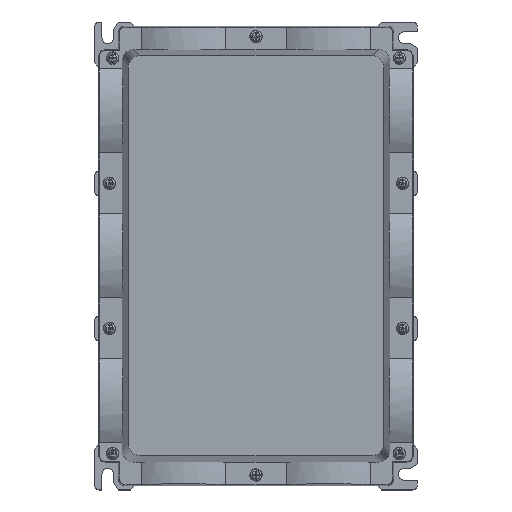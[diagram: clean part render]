
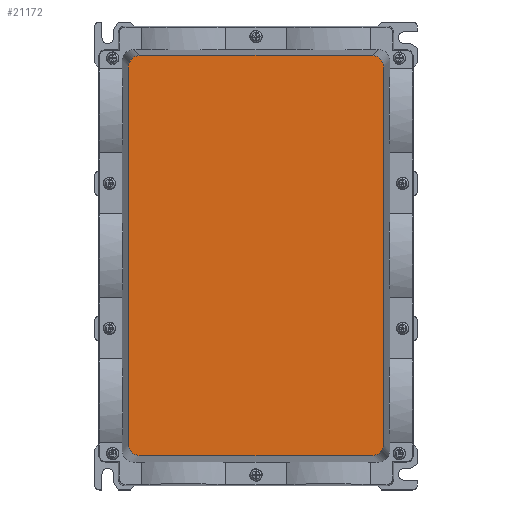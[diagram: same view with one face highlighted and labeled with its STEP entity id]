
A CAD part, top view. The second image highlights one B-rep face of the part: STEP entity #21172.
In plain terms, the highlighted planar face has unit normal (0, 0, 1).
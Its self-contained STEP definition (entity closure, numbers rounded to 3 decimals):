
#21160=AXIS2_PLACEMENT_3D('Plane Axis2P3D',#21157,#21158,#21159) ;
#19939=CARTESIAN_POINT('Control Point',(27.569,20.573,155.)) ;
#19940=CARTESIAN_POINT('Control Point',(25.368,20.573,155.)) ;
#19941=CARTESIAN_POINT('Control Point',(23.166,21.438,155.)) ;
#19942=CARTESIAN_POINT('Control Point',(21.438,23.166,155.)) ;
#19943=CARTESIAN_POINT('Control Point',(20.573,25.368,155.)) ;
#19944=CARTESIAN_POINT('Control Point',(20.573,27.569,155.)) ;
#19945=CARTESIAN_POINT('Vertex',(27.569,20.573,155.)) ;
#19947=CARTESIAN_POINT('Vertex',(20.573,27.569,155.)) ;
#19973=CARTESIAN_POINT('Line Origine',(20.573,142.,155.)) ;
#19977=CARTESIAN_POINT('Vertex',(20.573,256.431,155.)) ;
#20008=CARTESIAN_POINT('Vertex',(168.431,20.573,155.)) ;
#20011=CARTESIAN_POINT('Line Origine',(98.,20.573,155.)) ;
#20220=CARTESIAN_POINT('Control Point',(27.569,263.427,155.)) ;
#20221=CARTESIAN_POINT('Control Point',(25.371,263.427,155.)) ;
#20222=CARTESIAN_POINT('Control Point',(23.171,262.568,155.)) ;
#20223=CARTESIAN_POINT('Control Point',(21.433,260.829,155.)) ;
#20224=CARTESIAN_POINT('Control Point',(20.573,258.629,155.)) ;
#20225=CARTESIAN_POINT('Control Point',(20.573,256.431,155.)) ;
#20226=CARTESIAN_POINT('Vertex',(27.569,263.427,155.)) ;
#20247=CARTESIAN_POINT('Line Origine',(98.,263.427,155.)) ;
#20251=CARTESIAN_POINT('Vertex',(168.431,263.427,155.)) ;
#20401=CARTESIAN_POINT('Control Point',(168.431,263.427,155.)) ;
#20402=CARTESIAN_POINT('Control Point',(170.629,263.427,155.)) ;
#20403=CARTESIAN_POINT('Control Point',(172.829,262.568,155.)) ;
#20404=CARTESIAN_POINT('Control Point',(174.567,260.829,155.)) ;
#20405=CARTESIAN_POINT('Control Point',(175.427,258.629,155.)) ;
#20406=CARTESIAN_POINT('Control Point',(175.427,256.431,155.)) ;
#20407=CARTESIAN_POINT('Vertex',(175.427,256.431,155.)) ;
#20432=CARTESIAN_POINT('Vertex',(175.427,27.569,155.)) ;
#20435=CARTESIAN_POINT('Line Origine',(175.427,142.,155.)) ;
#20646=CARTESIAN_POINT('Control Point',(168.431,20.573,155.)) ;
#20647=CARTESIAN_POINT('Control Point',(170.629,20.573,155.)) ;
#20648=CARTESIAN_POINT('Control Point',(172.829,21.432,155.)) ;
#20649=CARTESIAN_POINT('Control Point',(174.567,23.171,155.)) ;
#20650=CARTESIAN_POINT('Control Point',(175.427,25.371,155.)) ;
#20651=CARTESIAN_POINT('Control Point',(175.427,27.569,155.)) ;
#21157=CARTESIAN_POINT('Axis2P3D Location',(98.,98.,155.)) ;
#19974=DIRECTION('Vector Direction',(0.,1.,0.)) ;
#20012=DIRECTION('Vector Direction',(-1.,0.,0.)) ;
#20248=DIRECTION('Vector Direction',(-1.,0.,0.)) ;
#20436=DIRECTION('Vector Direction',(0.,1.,0.)) ;
#21158=DIRECTION('Axis2P3D Direction',(0.,0.,1.)) ;
#21159=DIRECTION('Axis2P3D XDirection',(1.,0.,0.)) ;
#19975=VECTOR('Line Direction',#19974,1.) ;
#20013=VECTOR('Line Direction',#20012,1.) ;
#20249=VECTOR('Line Direction',#20248,1.) ;
#20437=VECTOR('Line Direction',#20436,1.) ;
#21163=ORIENTED_EDGE('',*,*,#20015,.T.) ;
#21164=ORIENTED_EDGE('',*,*,#20652,.F.) ;
#21165=ORIENTED_EDGE('',*,*,#20439,.T.) ;
#21166=ORIENTED_EDGE('',*,*,#20409,.F.) ;
#21167=ORIENTED_EDGE('',*,*,#20253,.T.) ;
#21168=ORIENTED_EDGE('',*,*,#20228,.F.) ;
#21169=ORIENTED_EDGE('',*,*,#19979,.T.) ;
#21170=ORIENTED_EDGE('',*,*,#19949,.F.) ;
#21172=ADVANCED_FACE('Gehaeuse_OT.1',(#21171),#21161,.T.) ;
#19938=B_SPLINE_CURVE_WITH_KNOTS('',5,(#19939,#19940,#19941,#19942,#19943,#19944),.UNSPECIFIED.,.F.,.U.,(6,6),(0.,15.597),.UNSPECIFIED.) ;
#20219=B_SPLINE_CURVE_WITH_KNOTS('',5,(#20220,#20221,#20222,#20223,#20224,#20225),.UNSPECIFIED.,.F.,.U.,(6,6),(0.,15.964),.UNSPECIFIED.) ;
#20400=B_SPLINE_CURVE_WITH_KNOTS('',5,(#20401,#20402,#20403,#20404,#20405,#20406),.UNSPECIFIED.,.F.,.U.,(6,6),(0.,15.964),.UNSPECIFIED.) ;
#20645=B_SPLINE_CURVE_WITH_KNOTS('',5,(#20646,#20647,#20648,#20649,#20650,#20651),.UNSPECIFIED.,.F.,.U.,(6,6),(0.,15.964),.UNSPECIFIED.) ;
#19949=EDGE_CURVE('',#19946,#19948,#19938,.T.) ;
#19979=EDGE_CURVE('',#19978,#19948,#19976,.F.) ;
#20015=EDGE_CURVE('',#19946,#20009,#20014,.F.) ;
#20228=EDGE_CURVE('',#19978,#20227,#20219,.F.) ;
#20253=EDGE_CURVE('',#20252,#20227,#20250,.T.) ;
#20409=EDGE_CURVE('',#20252,#20408,#20400,.T.) ;
#20439=EDGE_CURVE('',#20433,#20408,#20438,.T.) ;
#20652=EDGE_CURVE('',#20433,#20009,#20645,.F.) ;
#21162=EDGE_LOOP('',(#21163,#21164,#21165,#21166,#21167,#21168,#21169,#21170)) ;
#21171=FACE_OUTER_BOUND('',#21162,.T.) ;
#19976=LINE('Line',#19973,#19975) ;
#20014=LINE('Line',#20011,#20013) ;
#20250=LINE('Line',#20247,#20249) ;
#20438=LINE('Line',#20435,#20437) ;
#21161=PLANE('',#21160) ;
#19946=VERTEX_POINT('',#19945) ;
#19948=VERTEX_POINT('',#19947) ;
#19978=VERTEX_POINT('',#19977) ;
#20009=VERTEX_POINT('',#20008) ;
#20227=VERTEX_POINT('',#20226) ;
#20252=VERTEX_POINT('',#20251) ;
#20408=VERTEX_POINT('',#20407) ;
#20433=VERTEX_POINT('',#20432) ;
